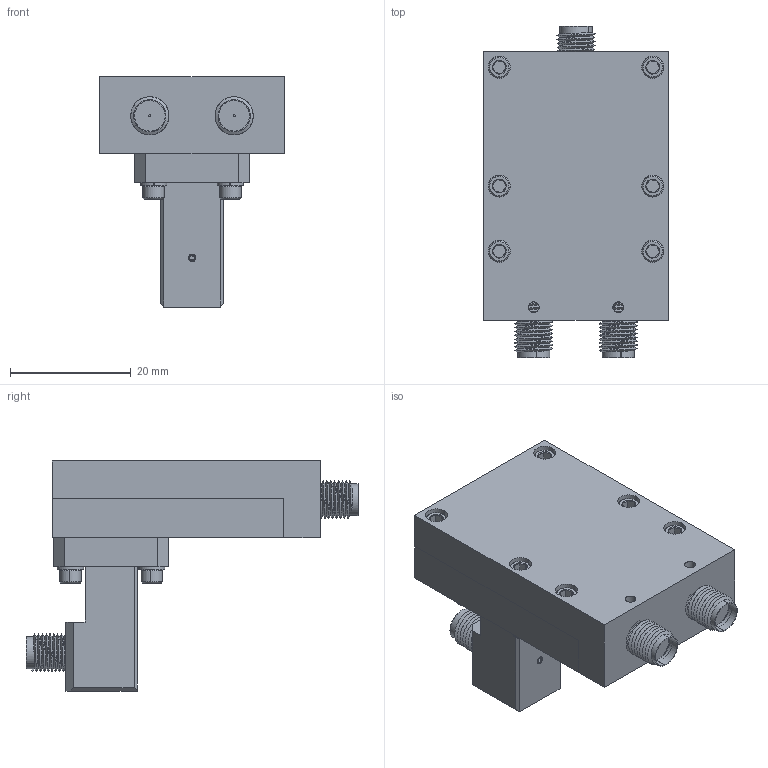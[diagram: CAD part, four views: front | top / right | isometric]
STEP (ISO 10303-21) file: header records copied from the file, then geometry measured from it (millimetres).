
FILE_DESCRIPTION (( 'STEP AP203' ), '1' );
FILE_NAME ('SFH-KFSFSF-A3-R.STEP', '2019-01-26T01:45:57', ( '' ), ( '' ), 'SwSTEP 2.0', 'SolidWorks 2016', '' );
FILE_SCHEMA (( 'CONFIG_CONTROL_DESIGN' ));
Length unit declared in the file: inch
Products named in the file (1): SFH-KFSFSF-A3-R
Bounding box: 30.48 x 54.99 x 38.1 mm (x, y, z)
Surface area: 7771.4 mm2 (no closed solid volume)
Topology: 0 solids, 22 shells, 381 faces, 961 edges, 601 vertices
Faces by surface type: plane 140, cylinder 123, cone 112, bspline 6
Entity records: 14906 total; most frequent: CARTESIAN_POINT 6374, ORIENTED_EDGE 1728, DIRECTION 1690, EDGE_CURVE 959, AXIS2_PLACEMENT_3D 622, VERTEX_POINT 601, LINE 446, VECTOR 446
